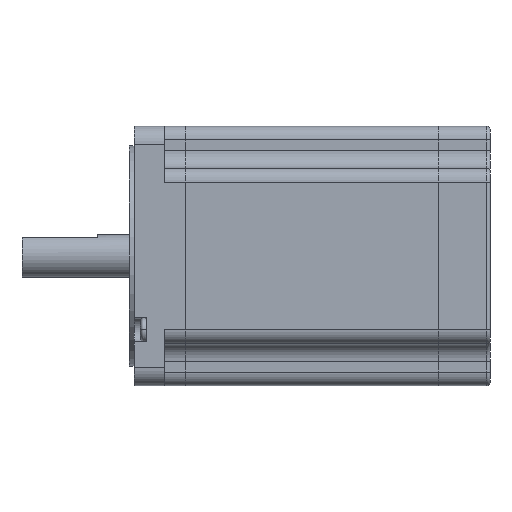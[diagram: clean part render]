
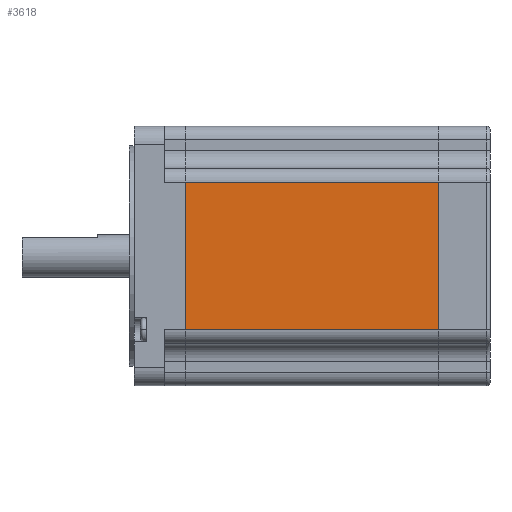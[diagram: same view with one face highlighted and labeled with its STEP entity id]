
A CAD part, left-side view. The second image highlights one B-rep face of the part: STEP entity #3618.
In plain terms, the highlighted planar face has unit normal (-1, 0, 0).
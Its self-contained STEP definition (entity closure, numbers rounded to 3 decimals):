
#90 = EDGE_CURVE ( 'NONE', #2705, #541, #5265, .T. ) ;
#293 = CARTESIAN_POINT ( 'NONE',  ( 0., 0., -18.5 ) ) ;
#508 = VECTOR ( 'NONE', #1295, 1000. ) ;
#541 = VERTEX_POINT ( 'NONE', #6350 ) ;
#690 = VECTOR ( 'NONE', #724, 1000. ) ;
#724 = DIRECTION ( 'NONE',  ( 0., 0., 1. ) ) ;
#1295 = DIRECTION ( 'NONE',  ( 0., 0., 1. ) ) ;
#1326 = CARTESIAN_POINT ( 'NONE',  ( 0., 84., -18.5 ) ) ;
#1932 = AXIS2_PLACEMENT_3D ( 'NONE', #5905, #2496, #6468 ) ;
#2213 = LINE ( 'NONE', #1326, #508 ) ;
#2496 = DIRECTION ( 'NONE',  ( 1., 0., 0. ) ) ;
#2705 = VERTEX_POINT ( 'NONE', #5623 ) ;
#3011 = VERTEX_POINT ( 'NONE', #4671 ) ;
#3256 = EDGE_CURVE ( 'NONE', #541, #3709, #3910, .T. ) ;
#3596 = DIRECTION ( 'NONE',  ( 0., -1., 0. ) ) ;
#3618 = ADVANCED_FACE ( 'NONE', ( #4613 ), #7014, .F. ) ;
#3709 = VERTEX_POINT ( 'NONE', #293 ) ;
#3781 = DIRECTION ( 'NONE',  ( 0., -1., 0. ) ) ;
#3910 = LINE ( 'NONE', #4146, #690 ) ;
#4146 = CARTESIAN_POINT ( 'NONE',  ( 0., 0., -18.5 ) ) ;
#4212 = EDGE_CURVE ( 'NONE', #2705, #3011, #2213, .T. ) ;
#4443 = LINE ( 'NONE', #7186, #5965 ) ;
#4613 = FACE_OUTER_BOUND ( 'NONE', #4823, .T. ) ;
#4671 = CARTESIAN_POINT ( 'NONE',  ( 0., 84., -18.5 ) ) ;
#4681 = CARTESIAN_POINT ( 'NONE',  ( 0., 84., -67.5 ) ) ;
#4688 = ORIENTED_EDGE ( 'NONE', *, *, #4999, .F. ) ;
#4823 = EDGE_LOOP ( 'NONE', ( #6247, #4688, #6574, #6797 ) ) ;
#4999 = EDGE_CURVE ( 'NONE', #3011, #3709, #4443, .T. ) ;
#5079 = VECTOR ( 'NONE', #3596, 1000. ) ;
#5265 = LINE ( 'NONE', #4681, #5079 ) ;
#5623 = CARTESIAN_POINT ( 'NONE',  ( 0., 84., -67.5 ) ) ;
#5905 = CARTESIAN_POINT ( 'NONE',  ( 0., 84., -18.5 ) ) ;
#5965 = VECTOR ( 'NONE', #3781, 1000. ) ;
#6247 = ORIENTED_EDGE ( 'NONE', *, *, #3256, .T. ) ;
#6350 = CARTESIAN_POINT ( 'NONE',  ( 0., 0., -67.5 ) ) ;
#6468 = DIRECTION ( 'NONE',  ( 0., 0., -1. ) ) ;
#6574 = ORIENTED_EDGE ( 'NONE', *, *, #4212, .F. ) ;
#6797 = ORIENTED_EDGE ( 'NONE', *, *, #90, .T. ) ;
#7014 = PLANE ( 'NONE',  #1932 ) ;
#7186 = CARTESIAN_POINT ( 'NONE',  ( 0., 84., -18.5 ) ) ;
